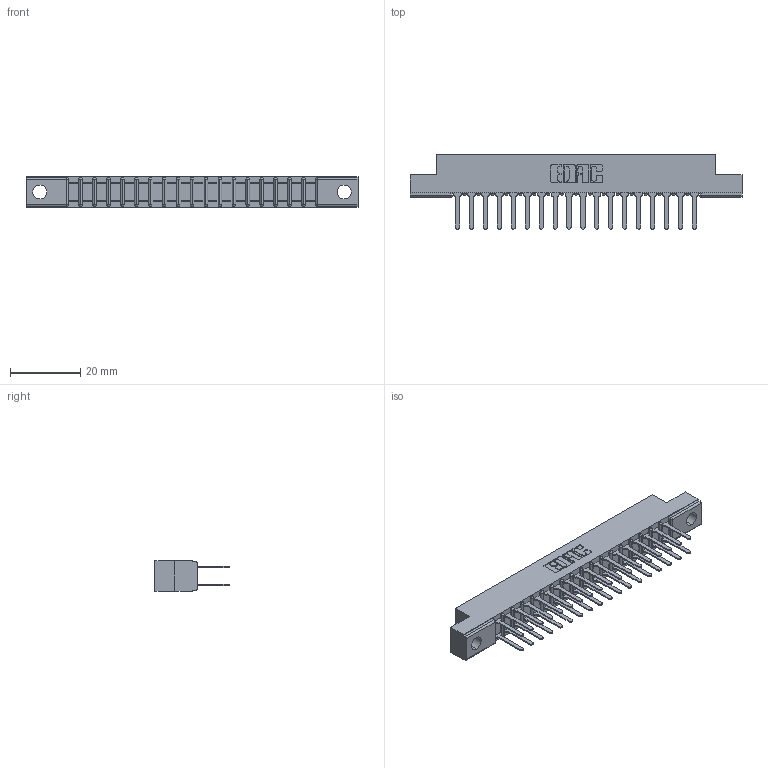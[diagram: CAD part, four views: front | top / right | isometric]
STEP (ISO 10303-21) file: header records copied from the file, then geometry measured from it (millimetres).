
FILE_DESCRIPTION (( 'STEP AP203' ), '1' );
FILE_NAME ('307-036-522-202.STEP', '2019-09-06T03:16:54', ( '' ), ( '' ), 'SwSTEP 2.0', 'SolidWorks 2016', '' );
FILE_SCHEMA (( 'CONFIG_CONTROL_DESIGN' ));
Length unit declared in the file: inch
Products named in the file (3): 307-290-001_522; 307-036-522-202; 307 Part_.128 Dia Mounting Holes
Assembly tree (37 placements, depth 2):
  307-036-522-202
    307 Part_.128 Dia Mounting Holes
    307-290-001_522  x36
Bounding box: 94.34 x 21.11 x 8.71 mm (x, y, z)
Volume: 6160.7 mm3; surface area: 10925.4 mm2
Topology: 37 solids, 37 shells, 1793 faces, 5003 edges, 3234 vertices
Faces by surface type: plane 1186, cylinder 569, sphere 38
Entity records: 18936 total; most frequent: CARTESIAN_POINT 3102, ORIENTED_EDGE 3070, DIRECTION 3049, EDGE_CURVE 1535, VECTOR 1167, LINE 1167, VERTEX_POINT 994, AXIS2_PLACEMENT_3D 941
